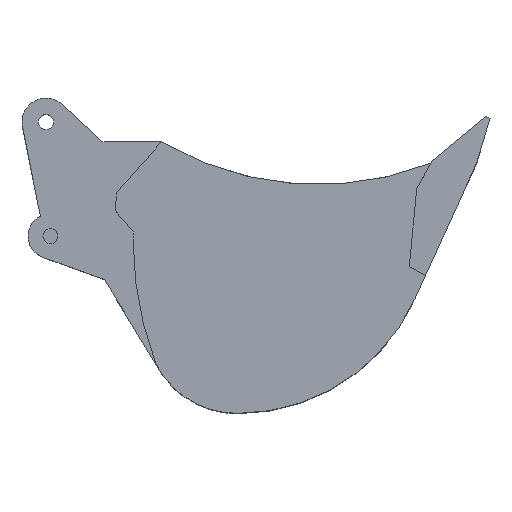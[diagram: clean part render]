
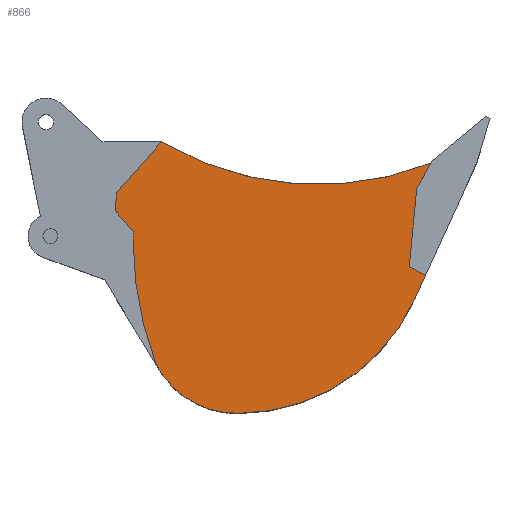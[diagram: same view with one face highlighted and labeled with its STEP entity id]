
A CAD part, top view. The second image highlights one B-rep face of the part: STEP entity #866.
In plain terms, the highlighted planar face has unit normal (0, 0, 1).
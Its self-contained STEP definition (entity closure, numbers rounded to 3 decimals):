
#866=ADVANCED_FACE('',(#968),#2551,.T.);
#968=FACE_OUTER_BOUND('',#1070,.T.);
#1070=EDGE_LOOP('',(#1409,#1410,#1411,#1412,#1413,#1414,#1415,#1416,#1417,
#1418,#1419,#1420));
#1409=ORIENTED_EDGE('',*,*,#1841,.F.);
#1410=ORIENTED_EDGE('',*,*,#1849,.F.);
#1411=ORIENTED_EDGE('',*,*,#1852,.F.);
#1412=ORIENTED_EDGE('',*,*,#1869,.T.);
#1413=ORIENTED_EDGE('',*,*,#1965,.T.);
#1414=ORIENTED_EDGE('',*,*,#1941,.T.);
#1415=ORIENTED_EDGE('',*,*,#1946,.T.);
#1416=ORIENTED_EDGE('',*,*,#1702,.F.);
#1417=ORIENTED_EDGE('',*,*,#1906,.T.);
#1418=ORIENTED_EDGE('',*,*,#1901,.T.);
#1419=ORIENTED_EDGE('',*,*,#1971,.T.);
#1420=ORIENTED_EDGE('',*,*,#1967,.T.);
#1702=EDGE_CURVE('',#2336,#2337,#1979,.T.);
#1841=EDGE_CURVE('',#2444,#2445,#2223,.T.);
#1849=EDGE_CURVE('',#2450,#2444,#2231,.T.);
#1852=EDGE_CURVE('',#2452,#2450,#2234,.T.);
#1869=EDGE_CURVE('',#2452,#2456,#2008,.T.);
#1901=EDGE_CURVE('',#2459,#2460,#2020,.T.);
#1906=EDGE_CURVE('',#2336,#2459,#2024,.T.);
#1941=EDGE_CURVE('',#2457,#2458,#2301,.T.);
#1946=EDGE_CURVE('',#2458,#2337,#2306,.T.);
#1965=EDGE_CURVE('',#2456,#2457,#2317,.T.);
#1967=EDGE_CURVE('',#2461,#2445,#2319,.T.);
#1971=EDGE_CURVE('',#2460,#2461,#2037,.T.);
#1979=TRIMMED_CURVE($,#2045,(#3428),(#3429),.T.,.CARTESIAN.);
#2008=TRIMMED_CURVE($,#2074,(#3791),(#3792),.T.,.CARTESIAN.);
#2020=TRIMMED_CURVE($,#2086,(#3867),(#3868),.T.,.CARTESIAN.);
#2024=TRIMMED_CURVE($,#2090,(#3881),(#3882),.T.,.CARTESIAN.);
#2037=TRIMMED_CURVE($,#2103,(#4024),(#4025),.T.,.CARTESIAN.);
#2045=CIRCLE('',#2807,1154.392);
#2074=CIRCLE('',#2836,1027.557);
#2086=CIRCLE('',#2848,303.931);
#2090=CIRCLE('',#2852,1154.392);
#2103=CIRCLE('',#2865,647.717);
#2223=B_SPLINE_CURVE_WITH_KNOTS('',1,(#3733,#3734),.UNSPECIFIED.,.F.,.F.,
(2,2),(0.,61.917),.UNSPECIFIED.);
#2231=B_SPLINE_CURVE_WITH_KNOTS('',1,(#3749,#3750),.UNSPECIFIED.,.F.,.F.,
(2,2),(0.,261.199),.UNSPECIFIED.);
#2234=B_SPLINE_CURVE_WITH_KNOTS('',1,(#3755,#3756),.UNSPECIFIED.,.F.,.F.,
(2,2),(0.,96.299),.UNSPECIFIED.);
#2301=B_SPLINE_CURVE_WITH_KNOTS('',1,(#3955,#3956),.UNSPECIFIED.,.F.,.F.,
(2,2),(-60.133,0.),.UNSPECIFIED.);
#2306=B_SPLINE_CURVE_WITH_KNOTS('',1,(#3965,#3966),.UNSPECIFIED.,.F.,.F.,
(2,2),(-92.195,0.),.UNSPECIFIED.);
#2317=B_SPLINE_CURVE_WITH_KNOTS('',1,(#4011,#4012),.UNSPECIFIED.,.F.,.F.,
(2,2),(-226.716,0.),.UNSPECIFIED.);
#2319=B_SPLINE_CURVE_WITH_KNOTS('',1,(#4015,#4016),.UNSPECIFIED.,.F.,.F.,
(2,2),(-87.959,0.),.UNSPECIFIED.);
#2336=VERTEX_POINT('',#3222);
#2337=VERTEX_POINT('',#3223);
#2444=VERTEX_POINT('',#3330);
#2445=VERTEX_POINT('',#3331);
#2450=VERTEX_POINT('',#3336);
#2452=VERTEX_POINT('',#3338);
#2456=VERTEX_POINT('',#3342);
#2457=VERTEX_POINT('',#3343);
#2458=VERTEX_POINT('',#3344);
#2459=VERTEX_POINT('',#3345);
#2460=VERTEX_POINT('',#3346);
#2461=VERTEX_POINT('',#3347);
#2551=PLANE('',#2758);
#2758=AXIS2_PLACEMENT_3D('',#3166,#2929,$);
#2807=AXIS2_PLACEMENT_3D($,#3427,#2984,#2985);
#2836=AXIS2_PLACEMENT_3D($,#3790,#3042,#3043);
#2848=AXIS2_PLACEMENT_3D($,#3866,#3066,#3067);
#2852=AXIS2_PLACEMENT_3D($,#3880,#3074,#3075);
#2865=AXIS2_PLACEMENT_3D($,#4023,#3100,#3101);
#2929=DIRECTION('',(0.,0.,1.));
#2984=DIRECTION('',(0.,0.,-1.));
#2985=DIRECTION('',(-1.,0.,0.));
#3042=DIRECTION('',(0.,0.,-1.));
#3043=DIRECTION('',(0.366,-0.931,0.));
#3066=DIRECTION('',(0.,0.,1.));
#3067=DIRECTION('',(-0.889,-0.457,0.));
#3074=DIRECTION('',(0.,0.,1.));
#3075=DIRECTION('',(-1.,0.,0.));
#3100=DIRECTION('',(0.,0.,1.));
#3101=DIRECTION('',(0.003,-1.,0.));
#3166=CARTESIAN_POINT('',(-6291.003,957.957,15.));
#3222=CARTESIAN_POINT('',(-6126.218,1626.957,15.));
#3223=CARTESIAN_POINT('',(-6125.836,1656.642,15.));
#3330=CARTESIAN_POINT('',(-5205.938,1541.145,15.));
#3331=CARTESIAN_POINT('',(-5151.836,1511.033,15.));
#3336=CARTESIAN_POINT('',(-5180.938,1801.145,15.));
#3338=CARTESIAN_POINT('',(-5134.171,1885.326,15.));
#3342=CARTESIAN_POINT('',(-6031.836,1956.642,15.));
#3343=CARTESIAN_POINT('',(-6181.836,1786.642,15.));
#3344=CARTESIAN_POINT('',(-6185.836,1726.642,15.));
#3345=CARTESIAN_POINT('',(-6050.836,1216.642,15.));
#3346=CARTESIAN_POINT('',(-5775.836,1051.642,15.));
#3347=CARTESIAN_POINT('',(-5188.281,1430.98,15.));
#3427=CARTESIAN_POINT('',(-4971.826,1626.957,15.));
#3428=CARTESIAN_POINT('',(-6126.218,1626.957,15.));
#3429=CARTESIAN_POINT('',(-6125.836,1656.642,15.));
#3733=CARTESIAN_POINT('',(-5205.938,1541.145,15.));
#3734=CARTESIAN_POINT('',(-5151.836,1511.033,15.));
#3749=CARTESIAN_POINT('',(-5180.938,1801.145,15.));
#3750=CARTESIAN_POINT('',(-5205.938,1541.145,15.));
#3755=CARTESIAN_POINT('',(-5134.171,1885.326,15.));
#3756=CARTESIAN_POINT('',(-5180.938,1801.145,15.));
#3790=CARTESIAN_POINT('',(-5509.852,2841.745,15.));
#3791=CARTESIAN_POINT('',(-5134.171,1885.326,15.));
#3792=CARTESIAN_POINT('',(-6031.836,1956.642,15.));
#3866=CARTESIAN_POINT('',(-5780.499,1355.538,15.));
#3867=CARTESIAN_POINT('',(-6050.836,1216.642,15.));
#3868=CARTESIAN_POINT('',(-5775.836,1051.642,15.));
#3880=CARTESIAN_POINT('',(-4971.826,1626.957,15.));
#3881=CARTESIAN_POINT('',(-6126.218,1626.957,15.));
#3882=CARTESIAN_POINT('',(-6050.836,1216.642,15.));
#3955=CARTESIAN_POINT('',(-6181.836,1786.642,15.));
#3956=CARTESIAN_POINT('',(-6185.836,1726.642,15.));
#3965=CARTESIAN_POINT('',(-6185.836,1726.642,15.));
#3966=CARTESIAN_POINT('',(-6125.836,1656.642,15.));
#4011=CARTESIAN_POINT('',(-6031.836,1956.642,15.));
#4012=CARTESIAN_POINT('',(-6181.836,1786.642,15.));
#4015=CARTESIAN_POINT('',(-5188.281,1430.98,15.));
#4016=CARTESIAN_POINT('',(-5151.836,1511.033,15.));
#4023=CARTESIAN_POINT('',(-5777.782,1699.357,15.));
#4024=CARTESIAN_POINT('',(-5775.836,1051.642,15.));
#4025=CARTESIAN_POINT('',(-5188.281,1430.98,15.));
